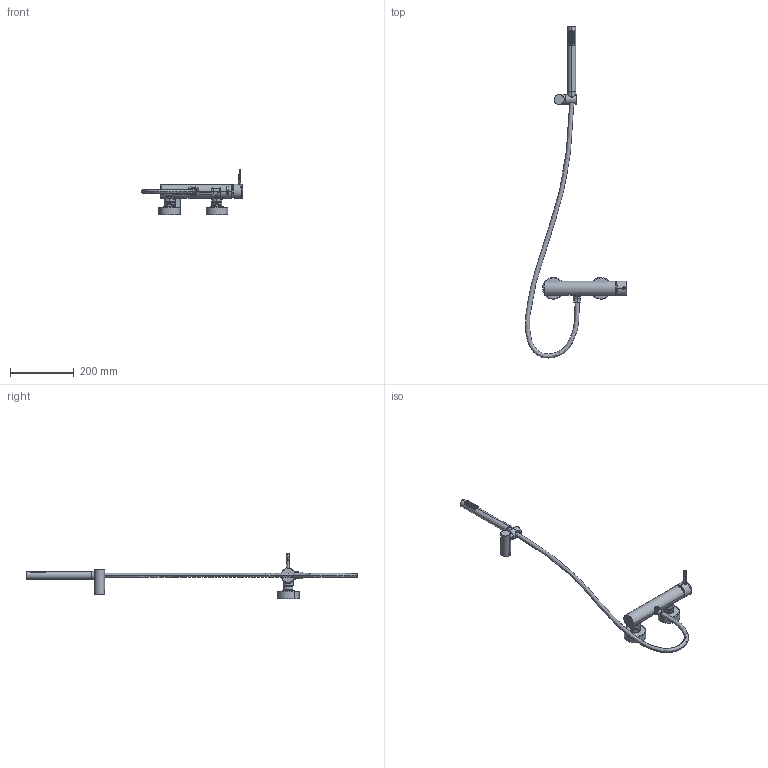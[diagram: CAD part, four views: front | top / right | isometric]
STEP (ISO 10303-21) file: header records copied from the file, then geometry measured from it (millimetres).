
FILE_DESCRIPTION (( 'STEP AP203' ), '1' );
FILE_NAME ('39DP07425.STEP', '2026-02-13T10:57:12', ( '' ), ( '' ), 'SwSTEP 2.0', 'SolidWorks 2025', '' );
FILE_SCHEMA (( 'CONFIG_CONTROL_DESIGN' ));
Length unit declared in the file: millimetre
Products named in the file (1): 39DP07425
Bounding box: 316.47 x 1038.7 x 142.87 mm (x, y, z)
Volume: 481807.8 mm3; surface area: 247823.9 mm2
Topology: 19 solids, 19 shells, 1154 faces, 2699 edges, 1677 vertices
Faces by surface type: cylinder 356, cone 294, plane 266, bspline 168, torus 47, sphere 23
Entity records: 57153 total; most frequent: CARTESIAN_POINT 32500, ORIENTED_EDGE 5342, DIRECTION 4683, EDGE_CURVE 2671, AXIS2_PLACEMENT_3D 1903, VERTEX_POINT 1677, EDGE_LOOP 1320, ADVANCED_FACE 1154
